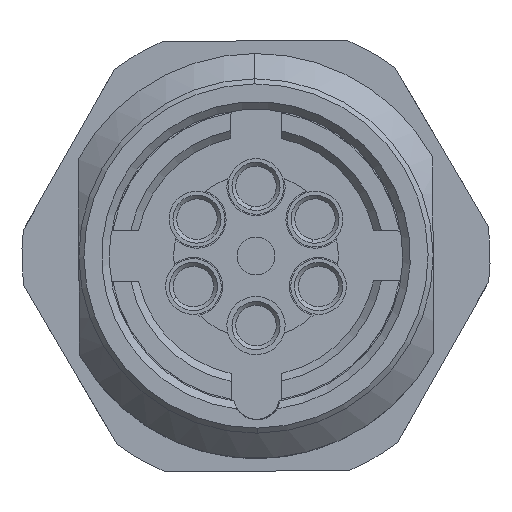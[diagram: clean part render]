
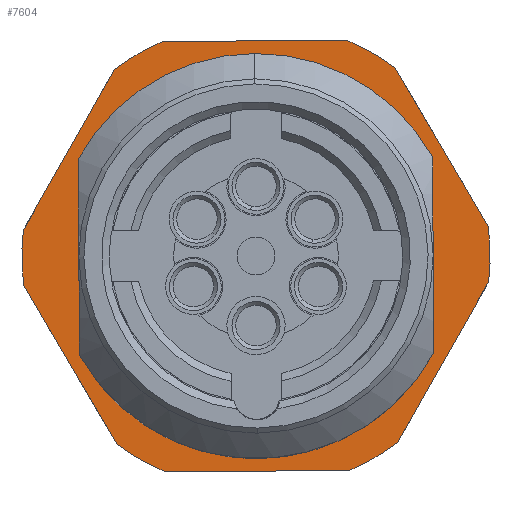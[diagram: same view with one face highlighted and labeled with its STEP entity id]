
A CAD part, front view. The second image highlights one B-rep face of the part: STEP entity #7604.
In plain terms, the highlighted planar face has unit normal (0, -1, 0).
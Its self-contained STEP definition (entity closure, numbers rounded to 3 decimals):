
#92 = VECTOR ( 'NONE', #5979, 1000. ) ;
#119 = VERTEX_POINT ( 'NONE', #2233 ) ;
#191 = FACE_BOUND ( 'NONE', #3114, .T. ) ;
#219 = AXIS2_PLACEMENT_3D ( 'NONE', #7199, #7091, #7065 ) ;
#327 = CARTESIAN_POINT ( 'NONE',  ( 15.851, -29.219, 7.308 ) ) ;
#346 = DIRECTION ( 'NONE',  ( 0.494, 0., 0.87 ) ) ;
#378 = DIRECTION ( 'NONE',  ( 0., 1., 0. ) ) ;
#430 = ORIENTED_EDGE ( 'NONE', *, *, #3864, .T. ) ;
#447 = DIRECTION ( 'NONE',  ( 0., 1., 0. ) ) ;
#807 = EDGE_CURVE ( 'NONE', #5537, #5277, #4903, .T. ) ;
#874 = AXIS2_PLACEMENT_3D ( 'NONE', #4134, #447, #4750 ) ;
#928 = DIRECTION ( 'NONE',  ( -0.007, 0., 1. ) ) ;
#932 = DIRECTION ( 'NONE',  ( -0.506, 0., 0.862 ) ) ;
#936 = VECTOR ( 'NONE', #346, 1000. ) ;
#1002 = DIRECTION ( 'NONE',  ( 0., 1., 0. ) ) ;
#1004 = CARTESIAN_POINT ( 'NONE',  ( 12.142, -29.219, 15.782 ) ) ;
#1175 = VERTEX_POINT ( 'NONE', #1004 ) ;
#1261 = CIRCLE ( 'NONE', #874, 9.25 ) ;
#1272 = CIRCLE ( 'NONE', #7396, 6.5 ) ;
#1291 = EDGE_CURVE ( 'NONE', #7332, #2444, #1973, .T. ) ;
#1296 = ORIENTED_EDGE ( 'NONE', *, *, #807, .F. ) ;
#1326 = EDGE_CURVE ( 'NONE', #2899, #1175, #1589, .T. ) ;
#1462 = ORIENTED_EDGE ( 'NONE', *, *, #5681, .F. ) ;
#1555 = CARTESIAN_POINT ( 'NONE',  ( 19.561, -29.219, -1.165 ) ) ;
#1589 = CIRCLE ( 'NONE', #3261, 9.25 ) ;
#1633 = DIRECTION ( 'NONE',  ( -1., 0., -0.007 ) ) ;
#1789 = EDGE_CURVE ( 'NONE', #2146, #5306, #4461, .T. ) ;
#1799 = AXIS2_PLACEMENT_3D ( 'NONE', #6626, #2934, #7247 ) ;
#1836 = CIRCLE ( 'NONE', #5468, 9.25 ) ;
#1910 = AXIS2_PLACEMENT_3D ( 'NONE', #2208, #1002, #2825 ) ;
#1973 = LINE ( 'NONE', #1555, #3230 ) ;
#1987 = FACE_OUTER_BOUND ( 'NONE', #6185, .T. ) ;
#2091 = EDGE_CURVE ( 'NONE', #2625, #7332, #1261, .T. ) ;
#2129 = DIRECTION ( 'NONE',  ( 0., 1., 0. ) ) ;
#2146 = VERTEX_POINT ( 'NONE', #4781 ) ;
#2208 = CARTESIAN_POINT ( 'NONE',  ( 15.851, -29.219, 7.308 ) ) ;
#2233 = CARTESIAN_POINT ( 'NONE',  ( 19.439, -29.219, 15.834 ) ) ;
#2349 = ORIENTED_EDGE ( 'NONE', *, *, #6838, .F. ) ;
#2388 = CARTESIAN_POINT ( 'NONE',  ( 21.441, -29.219, -0.062 ) ) ;
#2444 = VERTEX_POINT ( 'NONE', #3904 ) ;
#2529 = EDGE_CURVE ( 'NONE', #7753, #3380, #3271, .T. ) ;
#2580 = VECTOR ( 'NONE', #932, 1000. ) ;
#2625 = VERTEX_POINT ( 'NONE', #2388 ) ;
#2669 = CARTESIAN_POINT ( 'NONE',  ( 6.674, -29.219, 6.152 ) ) ;
#2704 = ORIENTED_EDGE ( 'NONE', *, *, #2091, .F. ) ;
#2801 = PLANE ( 'NONE',  #3414 ) ;
#2825 = DIRECTION ( 'NONE',  ( -0.007, 0., 1. ) ) ;
#2899 = VERTEX_POINT ( 'NONE', #5153 ) ;
#2934 = DIRECTION ( 'NONE',  ( 0., 1., 0. ) ) ;
#3028 = VERTEX_POINT ( 'NONE', #5339 ) ;
#3077 = ORIENTED_EDGE ( 'NONE', *, *, #5066, .F. ) ;
#3114 = EDGE_LOOP ( 'NONE', ( #430, #4105 ) ) ;
#3147 = CARTESIAN_POINT ( 'NONE',  ( 15.851, -29.219, 7.308 ) ) ;
#3230 = VECTOR ( 'NONE', #1633, 1000. ) ;
#3261 = AXIS2_PLACEMENT_3D ( 'NONE', #3853, #3775, #4009 ) ;
#3271 = CIRCLE ( 'NONE', #1799, 9.25 ) ;
#3380 = VERTEX_POINT ( 'NONE', #6192 ) ;
#3414 = AXIS2_PLACEMENT_3D ( 'NONE', #4063, #378, #4689 ) ;
#3599 = CARTESIAN_POINT ( 'NONE',  ( 25.029, -29.219, 8.464 ) ) ;
#3608 = ORIENTED_EDGE ( 'NONE', *, *, #1326, .F. ) ;
#3775 = DIRECTION ( 'NONE',  ( 0., 1., 0. ) ) ;
#3778 = DIRECTION ( 'NONE',  ( -0.007, 0., 1. ) ) ;
#3788 = VERTEX_POINT ( 'NONE', #3868 ) ;
#3842 = ORIENTED_EDGE ( 'NONE', *, *, #6534, .F. ) ;
#3848 = DIRECTION ( 'NONE',  ( -0.494, 0., -0.87 ) ) ;
#3853 = CARTESIAN_POINT ( 'NONE',  ( 15.851, -29.219, 7.308 ) ) ;
#3864 = EDGE_CURVE ( 'NONE', #5306, #2146, #1272, .T. ) ;
#3868 = CARTESIAN_POINT ( 'NONE',  ( 21.335, -29.219, 14.758 ) ) ;
#3904 = CARTESIAN_POINT ( 'NONE',  ( 12.264, -29.219, -1.218 ) ) ;
#3930 = VECTOR ( 'NONE', #4273, 1000. ) ;
#4009 = DIRECTION ( 'NONE',  ( -0.007, 0., 1. ) ) ;
#4043 = CARTESIAN_POINT ( 'NONE',  ( 10.368, -29.219, -0.141 ) ) ;
#4063 = CARTESIAN_POINT ( 'NONE',  ( 15.851, -29.219, 7.308 ) ) ;
#4105 = ORIENTED_EDGE ( 'NONE', *, *, #1789, .T. ) ;
#4134 = CARTESIAN_POINT ( 'NONE',  ( 15.851, -29.219, 7.308 ) ) ;
#4242 = EDGE_CURVE ( 'NONE', #2444, #3028, #1836, .T. ) ;
#4273 = DIRECTION ( 'NONE',  ( 1., 0., 0.007 ) ) ;
#4461 = CIRCLE ( 'NONE', #219, 6.5 ) ;
#4556 = ORIENTED_EDGE ( 'NONE', *, *, #4242, .F. ) ;
#4636 = DIRECTION ( 'NONE',  ( 0., 1., 0. ) ) ;
#4689 = DIRECTION ( 'NONE',  ( -0.007, 0., 1. ) ) ;
#4750 = DIRECTION ( 'NONE',  ( -0.007, 0., 1. ) ) ;
#4781 = CARTESIAN_POINT ( 'NONE',  ( 15.898, -29.219, 0.808 ) ) ;
#4825 = CIRCLE ( 'NONE', #6798, 9.25 ) ;
#4903 = CIRCLE ( 'NONE', #1910, 9.25 ) ;
#5066 = EDGE_CURVE ( 'NONE', #119, #3788, #4825, .T. ) ;
#5153 = CARTESIAN_POINT ( 'NONE',  ( 10.261, -29.219, 14.678 ) ) ;
#5277 = VERTEX_POINT ( 'NONE', #6096 ) ;
#5306 = VERTEX_POINT ( 'NONE', #6119 ) ;
#5339 = CARTESIAN_POINT ( 'NONE',  ( 10.368, -29.219, -0.141 ) ) ;
#5404 = VECTOR ( 'NONE', #3848, 1000. ) ;
#5468 = AXIS2_PLACEMENT_3D ( 'NONE', #3147, #7459, #3778 ) ;
#5511 = CARTESIAN_POINT ( 'NONE',  ( 12.142, -29.219, 15.782 ) ) ;
#5537 = VERTEX_POINT ( 'NONE', #2669 ) ;
#5681 = EDGE_CURVE ( 'NONE', #5277, #2899, #5874, .T. ) ;
#5789 = ORIENTED_EDGE ( 'NONE', *, *, #7780, .F. ) ;
#5845 = CARTESIAN_POINT ( 'NONE',  ( 15.851, -29.219, 7.308 ) ) ;
#5874 = LINE ( 'NONE', #7066, #936 ) ;
#5879 = LINE ( 'NONE', #4043, #2580 ) ;
#5979 = DIRECTION ( 'NONE',  ( 0.506, 0., -0.862 ) ) ;
#6096 = CARTESIAN_POINT ( 'NONE',  ( 6.658, -29.219, 8.332 ) ) ;
#6119 = CARTESIAN_POINT ( 'NONE',  ( 15.805, -29.219, 13.808 ) ) ;
#6185 = EDGE_LOOP ( 'NONE', ( #1296, #7858, #4556, #7160, #2704, #2349, #7778, #3842, #3077, #5789, #3608, #1462 ) ) ;
#6192 = CARTESIAN_POINT ( 'NONE',  ( 25.044, -29.219, 6.284 ) ) ;
#6246 = CARTESIAN_POINT ( 'NONE',  ( 19.561, -29.219, -1.165 ) ) ;
#6421 = LINE ( 'NONE', #7195, #92 ) ;
#6445 = DIRECTION ( 'NONE',  ( -0.007, 0., 1. ) ) ;
#6534 = EDGE_CURVE ( 'NONE', #3788, #7753, #6421, .T. ) ;
#6626 = CARTESIAN_POINT ( 'NONE',  ( 15.851, -29.219, 7.308 ) ) ;
#6798 = AXIS2_PLACEMENT_3D ( 'NONE', #327, #4636, #928 ) ;
#6838 = EDGE_CURVE ( 'NONE', #3380, #2625, #7017, .T. ) ;
#7011 = EDGE_CURVE ( 'NONE', #3028, #5537, #5879, .T. ) ;
#7017 = LINE ( 'NONE', #7526, #5404 ) ;
#7065 = DIRECTION ( 'NONE',  ( -0.007, 0., 1. ) ) ;
#7066 = CARTESIAN_POINT ( 'NONE',  ( 6.658, -29.219, 8.332 ) ) ;
#7091 = DIRECTION ( 'NONE',  ( 0., 1., 0. ) ) ;
#7160 = ORIENTED_EDGE ( 'NONE', *, *, #1291, .F. ) ;
#7195 = CARTESIAN_POINT ( 'NONE',  ( 21.335, -29.219, 14.758 ) ) ;
#7199 = CARTESIAN_POINT ( 'NONE',  ( 15.851, -29.219, 7.308 ) ) ;
#7247 = DIRECTION ( 'NONE',  ( -0.007, 0., 1. ) ) ;
#7332 = VERTEX_POINT ( 'NONE', #6246 ) ;
#7387 = LINE ( 'NONE', #5511, #3930 ) ;
#7396 = AXIS2_PLACEMENT_3D ( 'NONE', #5845, #2129, #6445 ) ;
#7459 = DIRECTION ( 'NONE',  ( 0., 1., 0. ) ) ;
#7526 = CARTESIAN_POINT ( 'NONE',  ( 25.044, -29.219, 6.284 ) ) ;
#7604 = ADVANCED_FACE ( 'NONE', ( #1987, #191 ), #2801, .F. ) ;
#7753 = VERTEX_POINT ( 'NONE', #3599 ) ;
#7778 = ORIENTED_EDGE ( 'NONE', *, *, #2529, .F. ) ;
#7780 = EDGE_CURVE ( 'NONE', #1175, #119, #7387, .T. ) ;
#7858 = ORIENTED_EDGE ( 'NONE', *, *, #7011, .F. ) ;
